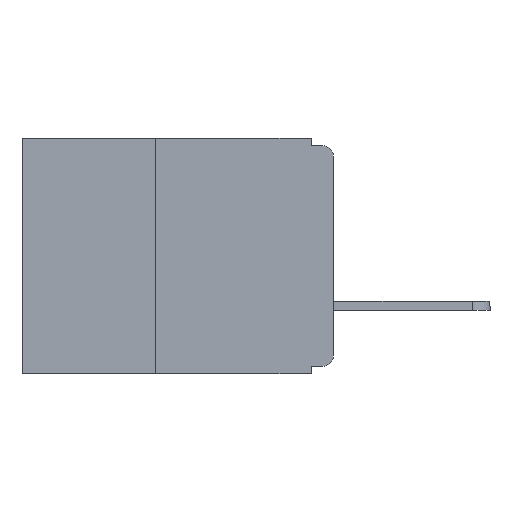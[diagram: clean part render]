
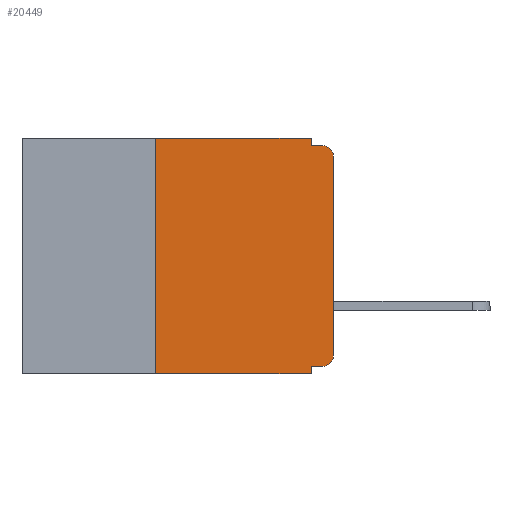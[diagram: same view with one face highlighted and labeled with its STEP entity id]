
A CAD part, left-side view. The second image highlights one B-rep face of the part: STEP entity #20449.
In plain terms, the highlighted planar face has unit normal (-1, 0, 0).
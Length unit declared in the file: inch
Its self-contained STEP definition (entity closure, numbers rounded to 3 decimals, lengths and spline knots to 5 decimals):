
#115 = EDGE_CURVE ( 'NONE', #12619, #15691, #3083, .T. ) ;
#1088 = DIRECTION ( 'NONE',  ( 0., 0., 1. ) ) ;
#1414 = LINE ( 'NONE', #22153, #14149 ) ;
#1473 = FACE_OUTER_BOUND ( 'NONE', #15875, .T. ) ;
#1617 = DIRECTION ( 'NONE',  ( 0., 0., -1. ) ) ;
#1635 = CARTESIAN_POINT ( 'NONE',  ( 0., 0.031, 0. ) ) ;
#2276 = LINE ( 'NONE', #1635, #6113 ) ;
#2737 = EDGE_CURVE ( 'NONE', #21728, #9857, #2276, .T. ) ;
#2891 = VECTOR ( 'NONE', #3412, 39.37008 ) ;
#2892 = CARTESIAN_POINT ( 'NONE',  ( 0., 0.25, -0.33 ) ) ;
#3083 = LINE ( 'NONE', #15597, #7582 ) ;
#3379 = ORIENTED_EDGE ( 'NONE', *, *, #115, .T. ) ;
#3412 = DIRECTION ( 'NONE',  ( 0., -1., 0. ) ) ;
#3484 = LINE ( 'NONE', #16660, #2891 ) ;
#3604 = EDGE_CURVE ( 'NONE', #11661, #4975, #20498, .T. ) ;
#3900 = DIRECTION ( 'NONE',  ( 0., -1., 0. ) ) ;
#3981 = DIRECTION ( 'NONE',  ( -1., 0., 0. ) ) ;
#4495 = PLANE ( 'NONE',  #10188 ) ;
#4880 = VECTOR ( 'NONE', #6311, 39.37008 ) ;
#4975 = VERTEX_POINT ( 'NONE', #16693 ) ;
#5256 = CARTESIAN_POINT ( 'NONE',  ( 0., 0.031, -0.33 ) ) ;
#5518 = CARTESIAN_POINT ( 'NONE',  ( 0., 0., -0.025 ) ) ;
#5929 = EDGE_CURVE ( 'NONE', #11661, #6269, #21546, .T. ) ;
#5936 = ORIENTED_EDGE ( 'NONE', *, *, #12196, .F. ) ;
#6113 = VECTOR ( 'NONE', #1617, 39.37008 ) ;
#6269 = VERTEX_POINT ( 'NONE', #9861 ) ;
#6311 = DIRECTION ( 'NONE',  ( 0., 0., 1. ) ) ;
#6426 = VERTEX_POINT ( 'NONE', #5518 ) ;
#7135 = CARTESIAN_POINT ( 'NONE',  ( 0., 0.015, -0.32 ) ) ;
#7582 = VECTOR ( 'NONE', #3900, 39.37008 ) ;
#8459 = VERTEX_POINT ( 'NONE', #22719 ) ;
#9857 = VERTEX_POINT ( 'NONE', #16620 ) ;
#9861 = CARTESIAN_POINT ( 'NONE',  ( 0., 0., -0.305 ) ) ;
#10004 = LINE ( 'NONE', #17624, #4880 ) ;
#10188 = AXIS2_PLACEMENT_3D ( 'NONE', #17804, #21556, #10372 ) ;
#10372 = DIRECTION ( 'NONE',  ( 0., 0., -1. ) ) ;
#10457 = VECTOR ( 'NONE', #1088, 39.37008 ) ;
#10486 = EDGE_CURVE ( 'NONE', #4975, #15691, #24204, .T. ) ;
#11661 = VERTEX_POINT ( 'NONE', #7135 ) ;
#11949 = ORIENTED_EDGE ( 'NONE', *, *, #20992, .F. ) ;
#12189 = ORIENTED_EDGE ( 'NONE', *, *, #22921, .T. ) ;
#12196 = EDGE_CURVE ( 'NONE', #9857, #14275, #1414, .T. ) ;
#12619 = VERTEX_POINT ( 'NONE', #22723 ) ;
#12913 = DIRECTION ( 'NONE',  ( 0., 0., -1. ) ) ;
#13845 = AXIS2_PLACEMENT_3D ( 'NONE', #15335, #3981, #17237 ) ;
#14092 = ORIENTED_EDGE ( 'NONE', *, *, #3604, .F. ) ;
#14109 = CIRCLE ( 'NONE', #13845, 0.015 ) ;
#14149 = VECTOR ( 'NONE', #24040, 39.37008 ) ;
#14275 = VERTEX_POINT ( 'NONE', #20661 ) ;
#14681 = ORIENTED_EDGE ( 'NONE', *, *, #16873, .F. ) ;
#15071 = CARTESIAN_POINT ( 'NONE',  ( 0., 0.031, 0. ) ) ;
#15335 = CARTESIAN_POINT ( 'NONE',  ( 0., 0.015, -0.025 ) ) ;
#15423 = LINE ( 'NONE', #2892, #10457 ) ;
#15541 = VECTOR ( 'NONE', #15754, 39.37008 ) ;
#15597 = CARTESIAN_POINT ( 'NONE',  ( 0., 0.437, -0.33 ) ) ;
#15691 = VERTEX_POINT ( 'NONE', #19757 ) ;
#15754 = DIRECTION ( 'NONE',  ( 0., 1., 0. ) ) ;
#15875 = EDGE_LOOP ( 'NONE', ( #23581, #12189, #5936, #16610, #11949, #14681, #3379, #17008, #14092, #22895 ) ) ;
#16610 = ORIENTED_EDGE ( 'NONE', *, *, #2737, .F. ) ;
#16620 = CARTESIAN_POINT ( 'NONE',  ( 0., 0.031, -0.01 ) ) ;
#16660 = CARTESIAN_POINT ( 'NONE',  ( 0., 0.437, 0. ) ) ;
#16693 = CARTESIAN_POINT ( 'NONE',  ( 0., 0.031, -0.32 ) ) ;
#16786 = CARTESIAN_POINT ( 'NONE',  ( 0., 0., -0.32 ) ) ;
#16873 = EDGE_CURVE ( 'NONE', #12619, #8459, #15423, .T. ) ;
#17008 = ORIENTED_EDGE ( 'NONE', *, *, #10486, .F. ) ;
#17237 = DIRECTION ( 'NONE',  ( 0., 0., -1. ) ) ;
#17624 = CARTESIAN_POINT ( 'NONE',  ( 0., 0., 0. ) ) ;
#17804 = CARTESIAN_POINT ( 'NONE',  ( 0., 0.437, 0. ) ) ;
#19201 = VECTOR ( 'NONE', #12913, 39.37008 ) ;
#19757 = CARTESIAN_POINT ( 'NONE',  ( 0., 0.031, -0.33 ) ) ;
#20449 = ADVANCED_FACE ( 'NONE', ( #1473 ), #4495, .F. ) ;
#20498 = LINE ( 'NONE', #16786, #15541 ) ;
#20661 = CARTESIAN_POINT ( 'NONE',  ( 0., 0.015, -0.01 ) ) ;
#20992 = EDGE_CURVE ( 'NONE', #8459, #21728, #3484, .T. ) ;
#21546 = CIRCLE ( 'NONE', #23628, 0.015 ) ;
#21556 = DIRECTION ( 'NONE',  ( 1., 0., 0. ) ) ;
#21728 = VERTEX_POINT ( 'NONE', #15071 ) ;
#22153 = CARTESIAN_POINT ( 'NONE',  ( 0., 0., -0.01 ) ) ;
#22430 = DIRECTION ( 'NONE',  ( 0., 0., -1. ) ) ;
#22719 = CARTESIAN_POINT ( 'NONE',  ( 0., 0.25, 0. ) ) ;
#22723 = CARTESIAN_POINT ( 'NONE',  ( 0., 0.25, -0.33 ) ) ;
#22731 = DIRECTION ( 'NONE',  ( -1., 0., 0. ) ) ;
#22895 = ORIENTED_EDGE ( 'NONE', *, *, #5929, .T. ) ;
#22921 = EDGE_CURVE ( 'NONE', #6426, #14275, #14109, .T. ) ;
#22971 = CARTESIAN_POINT ( 'NONE',  ( 0., 0.015, -0.305 ) ) ;
#23045 = EDGE_CURVE ( 'NONE', #6269, #6426, #10004, .T. ) ;
#23581 = ORIENTED_EDGE ( 'NONE', *, *, #23045, .T. ) ;
#23628 = AXIS2_PLACEMENT_3D ( 'NONE', #22971, #22731, #22430 ) ;
#24040 = DIRECTION ( 'NONE',  ( 0., -1., 0. ) ) ;
#24204 = LINE ( 'NONE', #5256, #19201 ) ;
